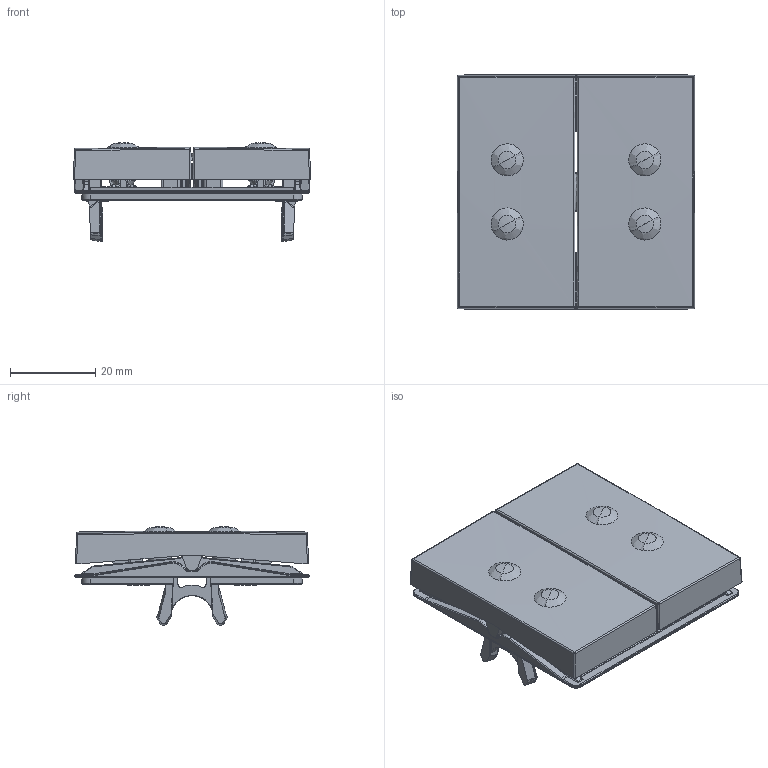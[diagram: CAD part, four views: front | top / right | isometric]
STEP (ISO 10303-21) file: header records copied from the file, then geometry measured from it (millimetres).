
FILE_DESCRIPTION((''),'2;1');
FILE_NAME('WAW2037WG_ASM','2025-03-13T09:08:11',('colosir'),(''),'CREO PARAMETRIC BY PTC INC, 2023154','CREO PARAMETRIC BY PTC INC, 2023154','');
FILE_SCHEMA(('CONFIG_CONTROL_DESIGN','SHAPE_APPEARANCE_LAYERS_GROUPS'));
Products named in the file (9): W4G0199_18; W1D1222_00; W1A2299_NN; LINSEN-SENKSCHR_1000006276_PAE_000_AA; BEFESTIGUNGSKRO_1000005967_PAE_000_AA; HUELSE_1000005251_PAE_000_AA; VERSCHLUSSSTUEC_1000005554_PAE_000_AA; VERSCHLUSSSTUEC_1000003049_PAE_000_AB; WAW2037WG_ASM
Assembly tree (24 placements, depth 2):
  WAW2037WG_ASM
    W4G0199_18
    W1D1222_00
    W1A2299_NN  x2
    LINSEN-SENKSCHR_1000006276_PAE_000_AA  x4
    BEFESTIGUNGSKRO_1000005967_PAE_000_AA  x4
    HUELSE_1000005251_PAE_000_AA  x4
    VERSCHLUSSSTUEC_1000005554_PAE_000_AA  x4
    VERSCHLUSSSTUEC_1000003049_PAE_000_AB  x4
Bounding box: 55.6 x 54.8 x 23.17 mm (x, y, z)
Volume: 16642.5 mm3; surface area: 17726.2 mm2
Topology: 23 solids, 23 shells, 2848 faces, 7399 edges, 4650 vertices
Faces by surface type: plane 1439, cylinder 568, bspline 344, cone 262, torus 100, extrusion 87, sphere 48
Entity records: 79846 total; most frequent: CARTESIAN_POINT 31135, ORIENTED_EDGE 10836, DIRECTION 8825, EDGE_CURVE 5418, VECTOR 3699, LINE 3612, VERTEX_POINT 3436, AXIS2_PLACEMENT_3D 2563
